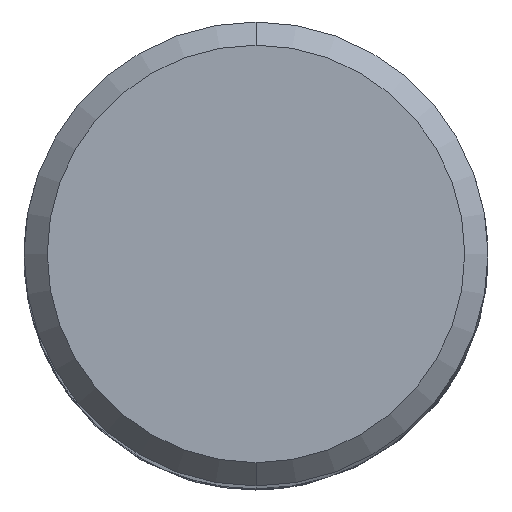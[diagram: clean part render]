
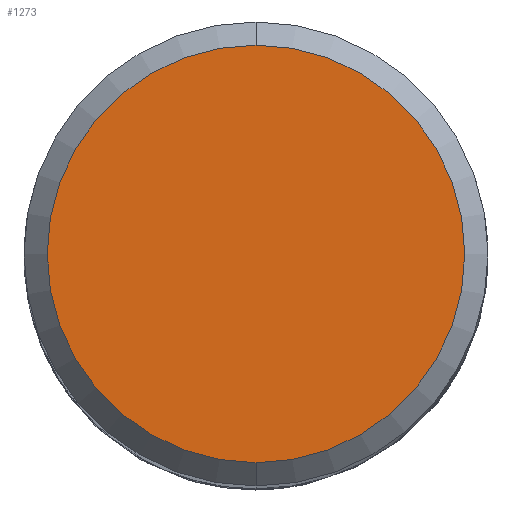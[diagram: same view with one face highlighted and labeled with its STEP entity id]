
A CAD part, top view. The second image highlights one B-rep face of the part: STEP entity #1273.
In plain terms, the highlighted planar face has unit normal (0, 0, 1).
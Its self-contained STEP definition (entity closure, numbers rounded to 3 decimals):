
#777=EDGE_CURVE('',#833,#1129,#1785,.T.);
#833=VERTEX_POINT('',#1844);
#1129=VERTEX_POINT('',#2168);
#1199=EDGE_CURVE('',#1129,#833,#2245,.T.);
#1273=ADVANCED_FACE('',(#2328),#2329,.T.);
#1785=CIRCLE('',#7070,7.2);
#1844=CARTESIAN_POINT('',(0.0,7.2,0.0));
#2168=CARTESIAN_POINT('',(0.,-7.2,0.0));
#2245=CIRCLE('',#12694,7.2);
#2328=FACE_OUTER_BOUND('',#13818,.T.);
#2329=PLANE('',#13819);
#7070=AXIS2_PLACEMENT_3D('',#16189,#16190,#16191);
#12694=AXIS2_PLACEMENT_3D('',#16658,#16659,#16660);
#13818=EDGE_LOOP('',(#16776,#16777));
#13819=AXIS2_PLACEMENT_3D('',#16778,#16779,#16780);
#16189=CARTESIAN_POINT('',(0.0,0.0,0.0));
#16190=DIRECTION('',(0.0,0.0,-1.0));
#16191=DIRECTION('',(0.0,1.0,0.0));
#16658=CARTESIAN_POINT('',(0.0,0.0,0.0));
#16659=DIRECTION('',(0.0,0.0,-1.0));
#16660=DIRECTION('',(0.0,1.0,0.0));
#16776=ORIENTED_EDGE('',*,*,#777,.F.);
#16777=ORIENTED_EDGE('',*,*,#1199,.F.);
#16778=CARTESIAN_POINT('',(0.0,3.6,0.0));
#16779=DIRECTION('',(-0.0,0.0,1.0));
#16780=DIRECTION('',(0.0,-1.0,0.0));
